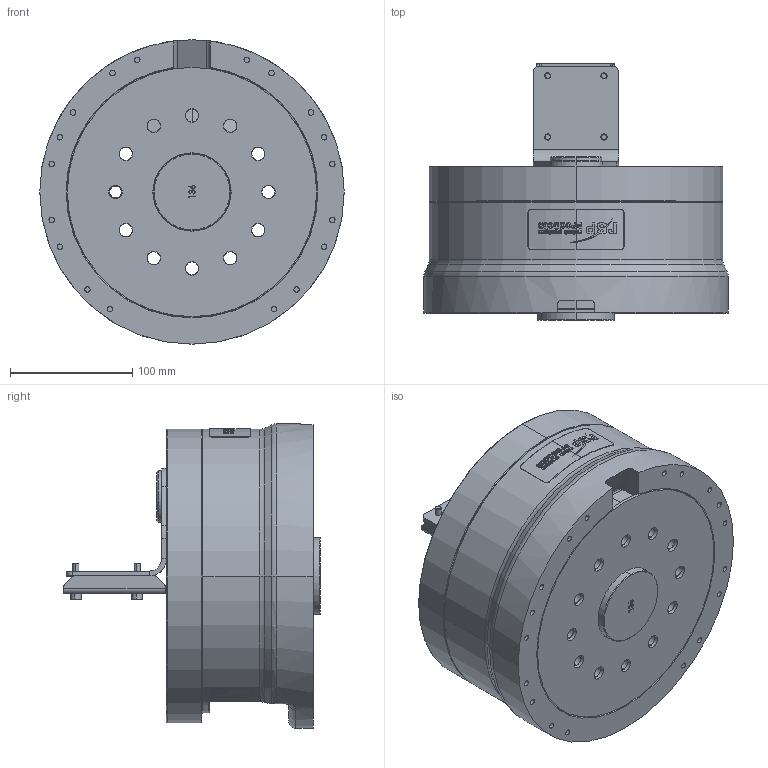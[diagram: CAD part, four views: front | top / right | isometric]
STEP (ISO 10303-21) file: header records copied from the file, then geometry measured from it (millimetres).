
FILE_DESCRIPTION (( 'STEP AP203' ), '1' );
FILE_NAME ('P5152 Axial guide.STEP', '2020-05-14T11:47:55', ( '' ), ( '' ), 'SwSTEP 2.0', 'SolidWorks 2019', '' );
FILE_SCHEMA (( 'CONFIG_CONTROL_DESIGN' ));
Length unit declared in the file: millimetre
Products named in the file (1): P5152 Axial guide
Bounding box: 249 x 209.9 x 249 mm (x, y, z)
Volume: 3194298.3 mm3; surface area: 461933.3 mm2
Topology: 35 solids, 35 shells, 1288 faces, 3277 edges, 2104 vertices
Faces by surface type: plane 521, bspline 321, cylinder 319, cone 78, torus 49
Entity records: 50801 total; most frequent: CARTESIAN_POINT 21587, ORIENTED_EDGE 6474, DIRECTION 5171, EDGE_CURVE 3237, VERTEX_POINT 2104, AXIS2_PLACEMENT_3D 1760, LINE 1651, VECTOR 1651
